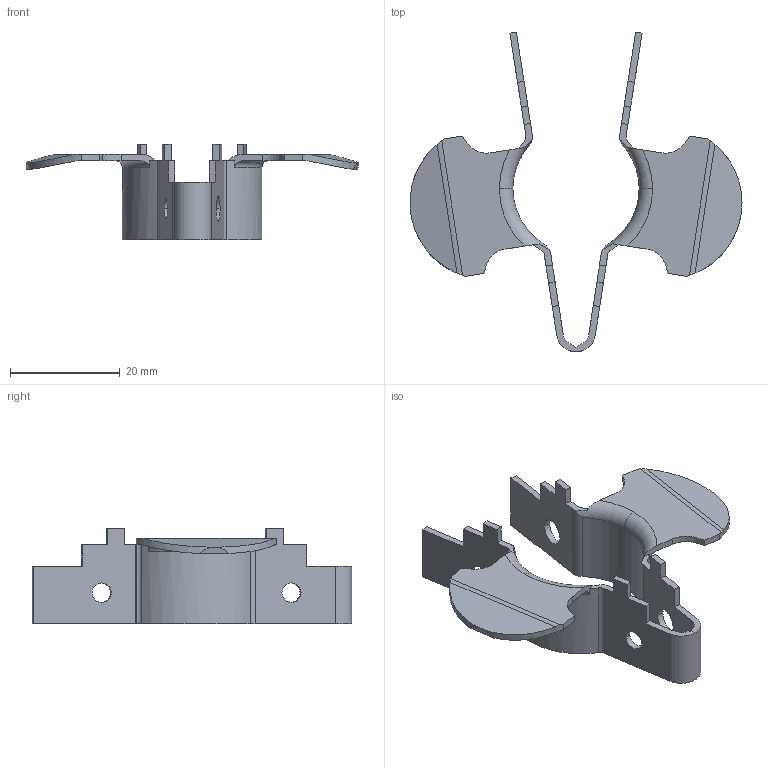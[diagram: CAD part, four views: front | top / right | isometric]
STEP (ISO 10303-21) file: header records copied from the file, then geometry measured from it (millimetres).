
FILE_DESCRIPTION (( 'STEP AP203' ), '1' );
FILE_NAME ('15408.STEP', '2015-02-23T20:16:46', ( '' ), ( '' ), 'SwSTEP 2.0', 'SolidWorks 2014', '' );
FILE_SCHEMA (( 'CONFIG_CONTROL_DESIGN' ));
Length unit declared in the file: inch
Products named in the file (1): 15408
Bounding box: 60.62 x 58.4 x 17.53 mm (x, y, z)
Volume: 2903.7 mm3; surface area: 5413.9 mm2
Topology: 1 solids, 1 shells, 108 faces, 315 edges, 209 vertices
Faces by surface type: plane 62, cylinder 40, torus 6
Entity records: 3769 total; most frequent: CARTESIAN_POINT 807, ORIENTED_EDGE 630, DIRECTION 586, EDGE_CURVE 315, VERTEX_POINT 209, AXIS2_PLACEMENT_3D 196, VECTOR 194, LINE 194
